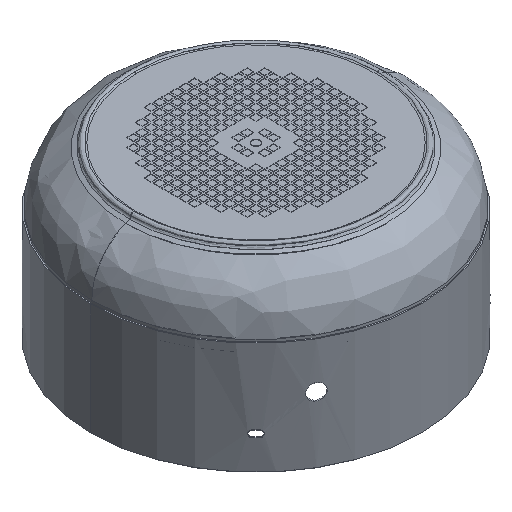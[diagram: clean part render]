
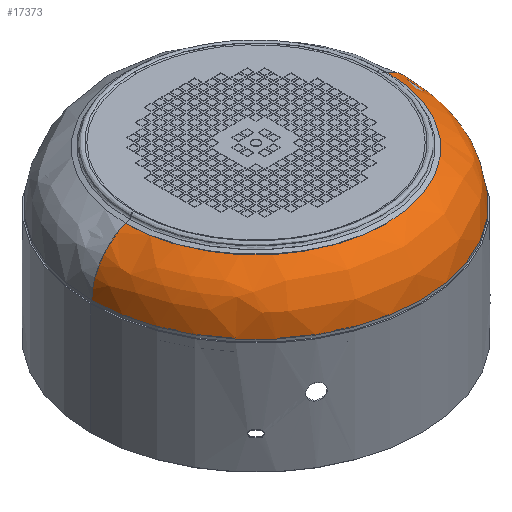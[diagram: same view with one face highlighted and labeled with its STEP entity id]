
A CAD part, isometric view. The second image highlights one B-rep face of the part: STEP entity #17373.
In plain terms, the highlighted free-form (B-spline) face has degree [3, 3] with [4, 4] control points.
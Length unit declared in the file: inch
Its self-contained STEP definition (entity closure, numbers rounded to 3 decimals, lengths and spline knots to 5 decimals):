
#3479 = VERTEX_POINT ( 'NONE', #56297 ) ;
#10556 = CARTESIAN_POINT ( 'NONE',  ( -11.11124, 4.62909, 14.99476 ) ) ;
#11064 = DIRECTION ( 'NONE',  ( 0., 0., -1. ) ) ;
#12989 = ORIENTED_EDGE ( 'NONE', *, *, #50444, .T. ) ;
#13850 = AXIS2_PLACEMENT_3D ( 'NONE', #59327, #47568, #25999 ) ;
#14517 = ORIENTED_EDGE ( 'NONE', *, *, #39116, .T. ) ;
#15632 = CARTESIAN_POINT ( 'NONE',  ( 2.82082, 4.62909, 12.6305 ) ) ;
#16242 = EDGE_CURVE ( 'NONE', #24585, #19837, #18435, .T. ) ;
#17373 = ADVANCED_FACE ( 'NONE', ( #33649 ), #39671, .T. ) ;
#18366 = CARTESIAN_POINT ( 'NONE',  ( -12.69099, -10.88272, 13.6983 ) ) ;
#18435 = CIRCLE ( 'NONE', #35987, 7.75591 ) ;
#18627 = CARTESIAN_POINT ( 'NONE',  ( -12.69099, 4.62909, 13.6983 ) ) ;
#19837 = VERTEX_POINT ( 'NONE', #66813 ) ;
#22708 = DIRECTION ( 'NONE',  ( -1., 0., 0. ) ) ;
#23223 = CARTESIAN_POINT ( 'NONE',  ( -12.69099, 4.62909, 12.6305 ) ) ;
#23809 = CIRCLE ( 'NONE', #50807, 2.55906 ) ;
#24201 = CARTESIAN_POINT ( 'NONE',  ( 2.82082, -10.88272, 13.6983 ) ) ;
#24585 = VERTEX_POINT ( 'NONE', #15632 ) ;
#25999 = DIRECTION ( 'NONE',  ( -1., 0., 0. ) ) ;
#27718 = CIRCLE ( 'NONE', #13850, 6.17616 ) ;
#29121 = CARTESIAN_POINT ( 'NONE',  ( 2.22759, 4.62909, 14.58614 ) ) ;
#29607 = CARTESIAN_POINT ( 'NONE',  ( 1.24108, -7.72322, 14.99476 ) ) ;
#29844 = CARTESIAN_POINT ( 'NONE',  ( -11.11124, 4.62909, 14.99476 ) ) ;
#33649 = FACE_OUTER_BOUND ( 'NONE', #44687, .T. ) ;
#33992 = DIRECTION ( 'NONE',  ( 0., 1., 0. ) ) ;
#35883 = EDGE_CURVE ( 'NONE', #19837, #59855, #61011, .T. ) ;
#35987 = AXIS2_PLACEMENT_3D ( 'NONE', #38497, #11064, #49844 ) ;
#38021 = DIRECTION ( 'NONE',  ( 1., 0., 0. ) ) ;
#38497 = CARTESIAN_POINT ( 'NONE',  ( -4.93508, 4.62909, 12.6305 ) ) ;
#39116 = EDGE_CURVE ( 'NONE', #3479, #59855, #27718, .T. ) ;
#39671 =( BOUNDED_SURFACE ( )  B_SPLINE_SURFACE ( 3, 3, ( 
 ( #62853, #40490, #51643, #23223 ),
 ( #46017, #24201, #18366, #18627 ),
 ( #29121, #57277, #46269, #50911 ),
 ( #63089, #29607, #57506, #29844 ) ),
 .UNSPECIFIED., .F., .F., .T. ) 
 B_SPLINE_SURFACE_WITH_KNOTS ( ( 4, 4 ),
 ( 4, 4 ),
 ( 0., 1. ),
 ( 0., 1. ),
 .UNSPECIFIED. ) 
 GEOMETRIC_REPRESENTATION_ITEM ( )  RATIONAL_B_SPLINE_SURFACE ( (
 ( 1., 0.333, 0.333, 1.),
 ( 0.888, 0.296, 0.296, 0.888),
 ( 0.888, 0.296, 0.296, 0.888),
 ( 1., 0.333, 0.333, 1.) ) ) 
 REPRESENTATION_ITEM ( '' )  SURFACE ( )  );
#40490 = CARTESIAN_POINT ( 'NONE',  ( 2.82082, -10.88272, 12.6305 ) ) ;
#44687 = EDGE_LOOP ( 'NONE', ( #63008, #12989, #14517, #67484 ) ) ;
#46017 = CARTESIAN_POINT ( 'NONE',  ( 2.82082, 4.62909, 13.6983 ) ) ;
#46269 = CARTESIAN_POINT ( 'NONE',  ( -12.09775, -9.69625, 14.58614 ) ) ;
#47568 = DIRECTION ( 'NONE',  ( 0., 0., -1. ) ) ;
#49844 = DIRECTION ( 'NONE',  ( -1., 0., 0. ) ) ;
#50444 = EDGE_CURVE ( 'NONE', #24585, #3479, #23809, .T. ) ;
#50807 = AXIS2_PLACEMENT_3D ( 'NONE', #71479, #54506, #38021 ) ;
#50911 = CARTESIAN_POINT ( 'NONE',  ( -12.09775, 4.62909, 14.58614 ) ) ;
#51643 = CARTESIAN_POINT ( 'NONE',  ( -12.69099, -10.88272, 12.6305 ) ) ;
#54506 = DIRECTION ( 'NONE',  ( 0., -1., 0. ) ) ;
#56297 = CARTESIAN_POINT ( 'NONE',  ( 1.24108, 4.62909, 14.99476 ) ) ;
#57277 = CARTESIAN_POINT ( 'NONE',  ( 2.22759, -9.69625, 14.58614 ) ) ;
#57506 = CARTESIAN_POINT ( 'NONE',  ( -11.11124, -7.72322, 14.99476 ) ) ;
#59327 = CARTESIAN_POINT ( 'NONE',  ( -4.93508, 4.62909, 14.99476 ) ) ;
#59855 = VERTEX_POINT ( 'NONE', #10556 ) ;
#60939 = CARTESIAN_POINT ( 'NONE',  ( -10.13193, 4.62909, 12.6305 ) ) ;
#61011 = CIRCLE ( 'NONE', #69368, 2.55906 ) ;
#62853 = CARTESIAN_POINT ( 'NONE',  ( 2.82082, 4.62909, 12.6305 ) ) ;
#63008 = ORIENTED_EDGE ( 'NONE', *, *, #16242, .F. ) ;
#63089 = CARTESIAN_POINT ( 'NONE',  ( 1.24108, 4.62909, 14.99476 ) ) ;
#66813 = CARTESIAN_POINT ( 'NONE',  ( -12.69099, 4.62909, 12.6305 ) ) ;
#67484 = ORIENTED_EDGE ( 'NONE', *, *, #35883, .F. ) ;
#69368 = AXIS2_PLACEMENT_3D ( 'NONE', #60939, #33992, #22708 ) ;
#71479 = CARTESIAN_POINT ( 'NONE',  ( 0.26177, 4.62909, 12.6305 ) ) ;
